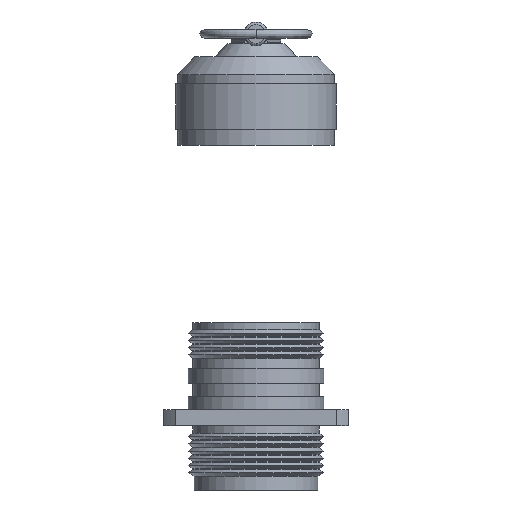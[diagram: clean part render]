
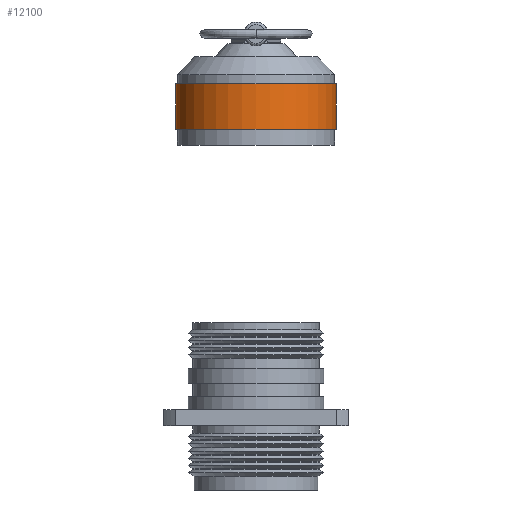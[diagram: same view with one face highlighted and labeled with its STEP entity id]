
A CAD part, front view. The second image highlights one B-rep face of the part: STEP entity #12100.
In plain terms, the highlighted cylindrical face has radius 15.875 mm (diameter 31.75 mm), a partial arc.
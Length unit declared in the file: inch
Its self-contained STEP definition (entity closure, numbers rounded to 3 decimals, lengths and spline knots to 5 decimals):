
#26 = CIRCLE ( 'NONE', #11634, 0.625 ) ;
#503 = ORIENTED_EDGE ( 'NONE', *, *, #2886, .F. ) ;
#686 = CARTESIAN_POINT ( 'NONE',  ( 0., 0.789, -0.625 ) ) ;
#733 = DIRECTION ( 'NONE',  ( 0., 1., 0. ) ) ;
#1139 = CARTESIAN_POINT ( 'NONE',  ( 0., 0.12205, -0.625 ) ) ;
#1435 = CYLINDRICAL_SURFACE ( 'NONE', #11520, 0.625 ) ;
#1839 = DIRECTION ( 'NONE',  ( 0., 1., 0. ) ) ;
#2233 = EDGE_CURVE ( 'NONE', #12394, #12167, #26, .T. ) ;
#2843 = CARTESIAN_POINT ( 'NONE',  ( 0., 0.47805, 0. ) ) ;
#2886 = EDGE_CURVE ( 'NONE', #5365, #12394, #15339, .T. ) ;
#3117 = DIRECTION ( 'NONE',  ( 0., 0., 1. ) ) ;
#3579 = AXIS2_PLACEMENT_3D ( 'NONE', #5498, #1839, #3117 ) ;
#3583 = EDGE_LOOP ( 'NONE', ( #8334, #15397, #14895, #503 ) ) ;
#3893 = DIRECTION ( 'NONE',  ( 0., 1., 0. ) ) ;
#4698 = CARTESIAN_POINT ( 'NONE',  ( 0., 0.47805, -0.625 ) ) ;
#4987 = FACE_OUTER_BOUND ( 'NONE', #3583, .T. ) ;
#5365 = VERTEX_POINT ( 'NONE', #10107 ) ;
#5498 = CARTESIAN_POINT ( 'NONE',  ( 0., 0.12205, 0. ) ) ;
#6643 = CARTESIAN_POINT ( 'NONE',  ( 0., 0.789, 0.625 ) ) ;
#6681 = LINE ( 'NONE', #686, #11157 ) ;
#7036 = CIRCLE ( 'NONE', #3579, 0.625 ) ;
#7950 = DIRECTION ( 'NONE',  ( 0., 1., 0. ) ) ;
#8334 = ORIENTED_EDGE ( 'NONE', *, *, #12389, .T. ) ;
#9514 = CARTESIAN_POINT ( 'NONE',  ( 0., 0.789, 0. ) ) ;
#10107 = CARTESIAN_POINT ( 'NONE',  ( 0., 0.12205, 0.625 ) ) ;
#11157 = VECTOR ( 'NONE', #7950, 39.37008 ) ;
#11520 = AXIS2_PLACEMENT_3D ( 'NONE', #9514, #15393, #14225 ) ;
#11634 = AXIS2_PLACEMENT_3D ( 'NONE', #2843, #3893, #13479 ) ;
#12100 = ADVANCED_FACE ( 'NONE', ( #4987 ), #1435, .T. ) ;
#12167 = VERTEX_POINT ( 'NONE', #4698 ) ;
#12368 = EDGE_CURVE ( 'NONE', #14339, #12167, #6681, .T. ) ;
#12389 = EDGE_CURVE ( 'NONE', #5365, #14339, #7036, .T. ) ;
#12394 = VERTEX_POINT ( 'NONE', #12743 ) ;
#12743 = CARTESIAN_POINT ( 'NONE',  ( 0., 0.47805, 0.625 ) ) ;
#13062 = VECTOR ( 'NONE', #733, 39.37008 ) ;
#13479 = DIRECTION ( 'NONE',  ( 0., 0., 1. ) ) ;
#14225 = DIRECTION ( 'NONE',  ( 0., 0., 1. ) ) ;
#14339 = VERTEX_POINT ( 'NONE', #1139 ) ;
#14895 = ORIENTED_EDGE ( 'NONE', *, *, #2233, .F. ) ;
#15339 = LINE ( 'NONE', #6643, #13062 ) ;
#15393 = DIRECTION ( 'NONE',  ( 0., 1., 0. ) ) ;
#15397 = ORIENTED_EDGE ( 'NONE', *, *, #12368, .T. ) ;
